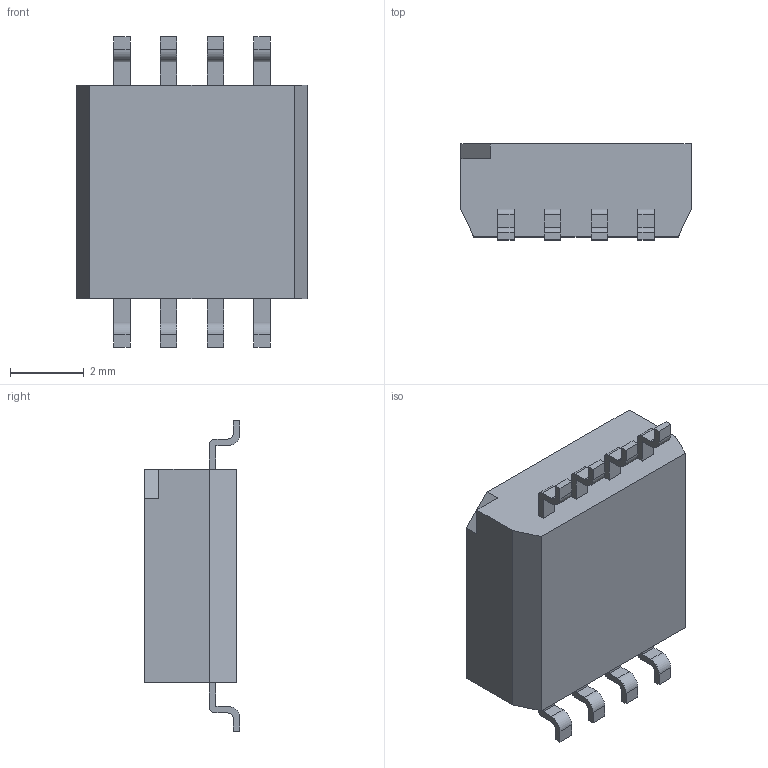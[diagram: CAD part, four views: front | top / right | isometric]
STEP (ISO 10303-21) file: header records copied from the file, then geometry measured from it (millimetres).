
FILE_DESCRIPTION (( 'STEP AP214' ), '1' );
FILE_NAME ('218-4LPST.STEP', '2017-08-25T00:46:33', ( '' ), ( '' ), 'SwSTEP 2.0', 'SolidWorks 2011', '' );
FILE_SCHEMA (( 'AUTOMOTIVE_DESIGN' ));
Length unit declared in the file: millimetre
Products named in the file (1): 218-4LPST
Bounding box: 6.25 x 2.6 x 8.44 mm (x, y, z)
Volume: 86.8 mm3; surface area: 168.9 mm2
Topology: 1 solids, 1 shells, 287 faces, 772 edges, 512 vertices
Faces by surface type: plane 224, bspline 39, cylinder 24
Entity records: 14339 total; most frequent: CARTESIAN_POINT 4163, ORIENTED_EDGE 1544, DIRECTION 1240, EDGE_CURVE 772, VECTOR 646, LINE 646, VERTEX_POINT 512, EDGE_LOOP 312
